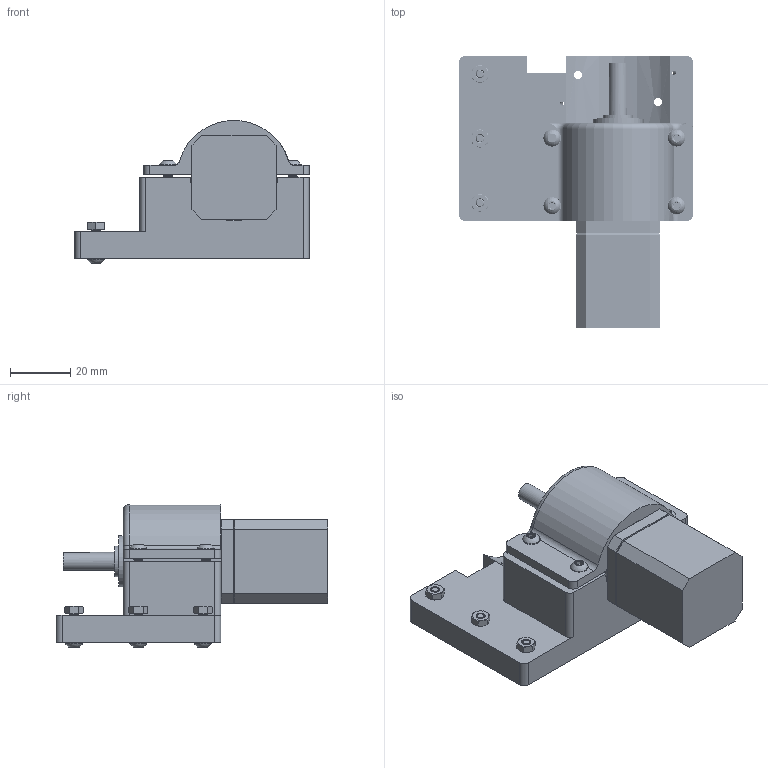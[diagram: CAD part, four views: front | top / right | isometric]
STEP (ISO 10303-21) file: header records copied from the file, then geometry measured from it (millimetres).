
FILE_DESCRIPTION(/* description */ (''),/* implementation_level */ '2;1');
FILE_NAME(/* name */ 'REL_RC_Mount_LDO v3.step',/* time_stamp */ '2020-12-29T15:00:47-08:00',/* author */ (''),/* organization */ (''),/* preprocessor_version */ 'ST-DEVELOPER v18.1',/* originating_system */ 'Autodesk Translation Framework v9.7.1.1290',/* authorisation */ '');
FILE_SCHEMA (('AUTOMOTIVE_DESIGN { 1 0 10303 214 3 1 1 }'));
Length unit declared in the file: millimetre
Products named in the file (10): REL_RC_Mount_LDO; LD0-28STH32-0674APG14(JVU); REL_base_plate_assembly; rel_base_with_inserts; rel_base_plate_RC Lock Actuator Base Plate; m3_heat_set_insert_94180A331_94180A331; rel_base_plate_Lock Actuator Motor Clip; m3_8mm_buttonhead_screw_92095A181_92095A181; M3_BHCS_12L; M3_NUT_91828A211
Assembly tree (19 placements, depth 4):
  REL_RC_Mount_LDO
    LD0-28STH32-0674APG14(JVU)
    REL_base_plate_assembly
      rel_base_with_inserts
        rel_base_plate_RC Lock Actuator Base Plate
        m3_heat_set_insert_94180A331_94180A331  x4
    rel_base_plate_Lock Actuator Motor Clip
    m3_8mm_buttonhead_screw_92095A181_92095A181  x4
    M3_BHCS_12L  x3
    M3_NUT_91828A211  x3
Bounding box: 78 x 90.6 x 47.58 mm (x, y, z)
Volume: 114585.8 mm3; surface area: 33091.9 mm2
Topology: 18 solids, 18 shells, 1723 faces, 4735 edges, 3103 vertices
Faces by surface type: cylinder 714, bspline 630, plane 243, cone 126, sphere 7, torus 3
Full cylindrical faces by diameter (mm): 1.4 x2, 1.6 x2, 2.35 x165, 2.5 x6, 2.7 x2, 3 x137, 3.2 x4, 5.05 x4, 5.1 x4, 5.16 x4, 5.56 x4, 5.7 x7, 6 x1, 10.2 x1, 17 x1, 28 x1
Entity records: 30858 total; most frequent: CARTESIAN_POINT 16491, ORIENTED_EDGE 3274, DIRECTION 2599, EDGE_CURVE 1637, VERTEX_POINT 1072, AXIS2_PLACEMENT_3D 948, LINE 703, VECTOR 703
